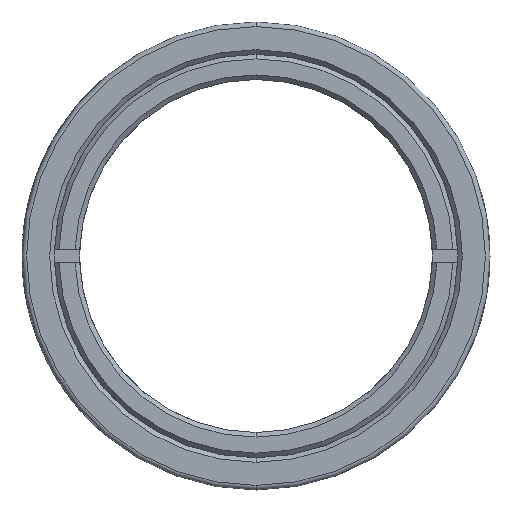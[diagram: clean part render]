
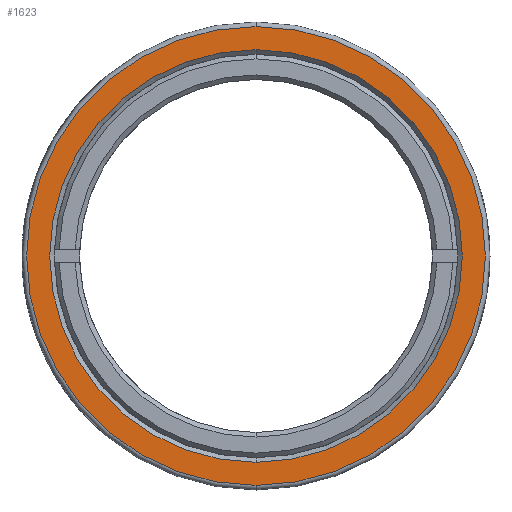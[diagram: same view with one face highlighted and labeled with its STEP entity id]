
A CAD part, front view. The second image highlights one B-rep face of the part: STEP entity #1623.
In plain terms, the highlighted planar face has unit normal (0, -1, 0).
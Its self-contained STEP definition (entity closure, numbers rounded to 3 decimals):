
#560 = DIRECTION ( 'NONE',  ( 0., 0., 1. ) ) ;
#1073 = ORIENTED_EDGE ( 'NONE', *, *, #12301, .T. ) ;
#1623 = ADVANCED_FACE ( 'NONE', ( #10539, #13034 ), #8339, .F. ) ;
#3016 = AXIS2_PLACEMENT_3D ( 'NONE', #19226, #3947, #17743 ) ;
#3889 = CIRCLE ( 'NONE', #5772, 13.445 ) ;
#3947 = DIRECTION ( 'NONE',  ( 0., 1., 0. ) ) ;
#3985 = DIRECTION ( 'NONE',  ( 0., 0., 1. ) ) ;
#5772 = AXIS2_PLACEMENT_3D ( 'NONE', #28957, #19996, #7183 ) ;
#6325 = ORIENTED_EDGE ( 'NONE', *, *, #16628, .T. ) ;
#7183 = DIRECTION ( 'NONE',  ( 0., 0., 1. ) ) ;
#8339 = PLANE ( 'NONE',  #23505 ) ;
#10539 = FACE_BOUND ( 'NONE', #25938, .T. ) ;
#10824 = DIRECTION ( 'NONE',  ( 0., 1., 0. ) ) ;
#11607 = EDGE_LOOP ( 'NONE', ( #26694, #6325 ) ) ;
#12301 = EDGE_CURVE ( 'NONE', #18674, #19147, #3889, .T. ) ;
#12323 = CARTESIAN_POINT ( 'NONE',  ( 15.419, 15.237, 18.209 ) ) ;
#12957 = DIRECTION ( 'NONE',  ( 0., -1., 0. ) ) ;
#13034 = FACE_OUTER_BOUND ( 'NONE', #11607, .T. ) ;
#13103 = CARTESIAN_POINT ( 'NONE',  ( 15.419, 15.237, 18.209 ) ) ;
#13593 = AXIS2_PLACEMENT_3D ( 'NONE', #12323, #27740, #560 ) ;
#15433 = VERTEX_POINT ( 'NONE', #22906 ) ;
#15873 = EDGE_CURVE ( 'NONE', #15433, #18856, #15923, .T. ) ;
#15923 = CIRCLE ( 'NONE', #29052, 14.95 ) ;
#16628 = EDGE_CURVE ( 'NONE', #18856, #15433, #21998, .T. ) ;
#17743 = DIRECTION ( 'NONE',  ( 0., 0., 1. ) ) ;
#18674 = VERTEX_POINT ( 'NONE', #23380 ) ;
#18856 = VERTEX_POINT ( 'NONE', #21907 ) ;
#19147 = VERTEX_POINT ( 'NONE', #20854 ) ;
#19226 = CARTESIAN_POINT ( 'NONE',  ( 15.419, 15.237, 18.209 ) ) ;
#19996 = DIRECTION ( 'NONE',  ( 0., 1., 0. ) ) ;
#20255 = ORIENTED_EDGE ( 'NONE', *, *, #23198, .T. ) ;
#20854 = CARTESIAN_POINT ( 'NONE',  ( 15.419, 15.237, 4.764 ) ) ;
#21907 = CARTESIAN_POINT ( 'NONE',  ( 15.419, 15.237, 3.259 ) ) ;
#21998 = CIRCLE ( 'NONE', #13593, 14.95 ) ;
#22906 = CARTESIAN_POINT ( 'NONE',  ( 15.419, 15.237, 33.159 ) ) ;
#23198 = EDGE_CURVE ( 'NONE', #19147, #18674, #28356, .T. ) ;
#23380 = CARTESIAN_POINT ( 'NONE',  ( 15.419, 15.237, 31.654 ) ) ;
#23505 = AXIS2_PLACEMENT_3D ( 'NONE', #28881, #10824, #28740 ) ;
#25938 = EDGE_LOOP ( 'NONE', ( #20255, #1073 ) ) ;
#26694 = ORIENTED_EDGE ( 'NONE', *, *, #15873, .T. ) ;
#27740 = DIRECTION ( 'NONE',  ( 0., -1., 0. ) ) ;
#28356 = CIRCLE ( 'NONE', #3016, 13.445 ) ;
#28740 = DIRECTION ( 'NONE',  ( 1., 0., 0. ) ) ;
#28881 = CARTESIAN_POINT ( 'NONE',  ( 15.419, 15.237, 18.209 ) ) ;
#28957 = CARTESIAN_POINT ( 'NONE',  ( 15.419, 15.237, 18.209 ) ) ;
#29052 = AXIS2_PLACEMENT_3D ( 'NONE', #13103, #12957, #3985 ) ;
